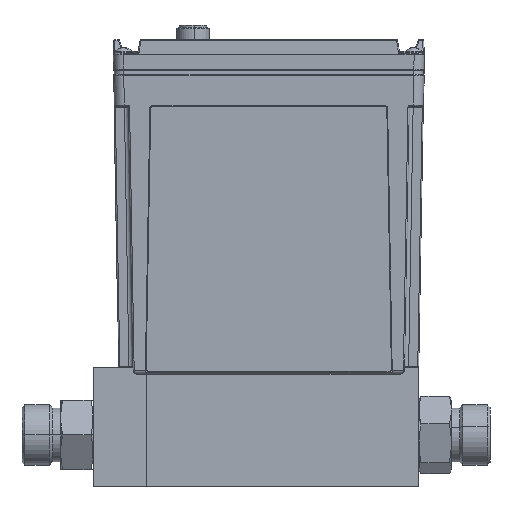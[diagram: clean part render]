
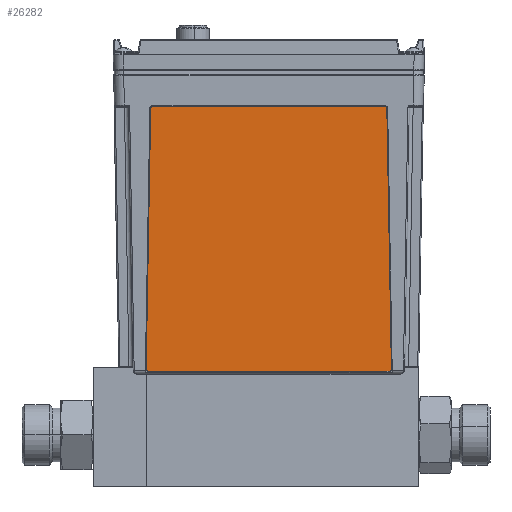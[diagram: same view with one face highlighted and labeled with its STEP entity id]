
A CAD part, top view. The second image highlights one B-rep face of the part: STEP entity #26282.
In plain terms, the highlighted planar face has unit normal (0, -0.018, 1).
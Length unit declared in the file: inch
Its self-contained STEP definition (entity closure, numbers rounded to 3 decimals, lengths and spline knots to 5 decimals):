
#1037 = ORIENTED_EDGE ( 'NONE', *, *, #30965, .T. ) ;
#1196 = EDGE_CURVE ( 'NONE', #20922, #24129, #54562, .T. ) ;
#1967 = VERTEX_POINT ( 'NONE', #37285 ) ;
#7590 = DIRECTION ( 'NONE',  ( -1., 0., 0. ) ) ;
#8644 = DIRECTION ( 'NONE',  ( 1., 0., 0. ) ) ;
#9411 = CARTESIAN_POINT ( 'NONE',  ( -2.67685, 4.63895, 1.02987 ) ) ;
#10174 = CARTESIAN_POINT ( 'NONE',  ( 0.7235, 4.63895, 1.02987 ) ) ;
#10707 = VECTOR ( 'NONE', #26601, 39.37008 ) ;
#10993 = CIRCLE ( 'NONE', #50423, 0.02 ) ;
#11072 = CARTESIAN_POINT ( 'NONE',  ( -2.7635, 0.80953, 0.96303 ) ) ;
#11487 = CARTESIAN_POINT ( 'NONE',  ( 0.79014, 0.82988, 0.96339 ) ) ;
#13393 = VERTEX_POINT ( 'NONE', #20664 ) ;
#13474 = CARTESIAN_POINT ( 'NONE',  ( -2.67685, 4.61895, 1.02953 ) ) ;
#14677 = CARTESIAN_POINT ( 'NONE',  ( -2.69684, 4.6193, 1.02953 ) ) ;
#15709 = DIRECTION ( 'NONE',  ( 1., 0., 0. ) ) ;
#15781 = DIRECTION ( 'NONE',  ( 0., -0.017, 1. ) ) ;
#15791 = CARTESIAN_POINT ( 'NONE',  ( 0.70385, 4.61895, 1.02953 ) ) ;
#15834 = AXIS2_PLACEMENT_3D ( 'NONE', #17714, #17664, #17656 ) ;
#17162 = DIRECTION ( 'NONE',  ( 0., -0.017, 1. ) ) ;
#17656 = DIRECTION ( 'NONE',  ( 1., 0., 0. ) ) ;
#17660 = DIRECTION ( 'NONE',  ( 1., 0., 0. ) ) ;
#17664 = DIRECTION ( 'NONE',  ( 0., -0.017, 1. ) ) ;
#17714 = CARTESIAN_POINT ( 'NONE',  ( -0.9865, 4.63895, 1.02987 ) ) ;
#18241 = DIRECTION ( 'NONE',  ( 1., 0., 0. ) ) ;
#18259 = PLANE ( 'NONE',  #15834 ) ;
#19911 = EDGE_CURVE ( 'NONE', #1967, #20922, #43849, .T. ) ;
#20664 = CARTESIAN_POINT ( 'NONE',  ( -2.74315, 0.80953, 0.96303 ) ) ;
#20922 = VERTEX_POINT ( 'NONE', #11487 ) ;
#20934 = EDGE_CURVE ( 'NONE', #13393, #1967, #39915, .T. ) ;
#22318 = VERTEX_POINT ( 'NONE', #14677 ) ;
#24129 = VERTEX_POINT ( 'NONE', #27680 ) ;
#24215 = LINE ( 'NONE', #26459, #10707 ) ;
#25961 = ORIENTED_EDGE ( 'NONE', *, *, #39079, .T. ) ;
#26282 = ADVANCED_FACE ( 'NONE', ( #55403 ), #18259, .T. ) ;
#26459 = CARTESIAN_POINT ( 'NONE',  ( -2.6965, 4.63895, 1.02987 ) ) ;
#26601 = DIRECTION ( 'NONE',  ( -0.017, -1., -0.017 ) ) ;
#26900 = ORIENTED_EDGE ( 'NONE', *, *, #34482, .T. ) ;
#27227 = CARTESIAN_POINT ( 'NONE',  ( -2.74315, 0.82953, 0.96338 ) ) ;
#27680 = CARTESIAN_POINT ( 'NONE',  ( 0.72384, 4.6193, 1.02953 ) ) ;
#29010 = DIRECTION ( 'NONE',  ( 0., -0.017, 1. ) ) ;
#30096 = DIRECTION ( 'NONE',  ( 1., 0., 0. ) ) ;
#30965 = EDGE_CURVE ( 'NONE', #64568, #22318, #31236, .T. ) ;
#31236 = CIRCLE ( 'NONE', #43946, 0.02 ) ;
#32597 = ORIENTED_EDGE ( 'NONE', *, *, #34298, .T. ) ;
#34298 = EDGE_CURVE ( 'NONE', #40959, #64568, #47398, .T. ) ;
#34482 = EDGE_CURVE ( 'NONE', #36567, #13393, #10993, .T. ) ;
#35291 = ORIENTED_EDGE ( 'NONE', *, *, #20934, .T. ) ;
#36567 = VERTEX_POINT ( 'NONE', #56552 ) ;
#37285 = CARTESIAN_POINT ( 'NONE',  ( 0.77015, 0.80953, 0.96303 ) ) ;
#38277 = VECTOR ( 'NONE', #7590, 39.37008 ) ;
#39079 = EDGE_CURVE ( 'NONE', #24129, #40959, #60447, .T. ) ;
#39915 = LINE ( 'NONE', #11072, #44901 ) ;
#40294 = EDGE_CURVE ( 'NONE', #22318, #36567, #24215, .T. ) ;
#40959 = VERTEX_POINT ( 'NONE', #60586 ) ;
#42434 = CARTESIAN_POINT ( 'NONE',  ( 0.7905, 0.80953, 0.96303 ) ) ;
#43849 = CIRCLE ( 'NONE', #49985, 0.02 ) ;
#43946 = AXIS2_PLACEMENT_3D ( 'NONE', #13474, #17162, #17660 ) ;
#44379 = ORIENTED_EDGE ( 'NONE', *, *, #19911, .T. ) ;
#44901 = VECTOR ( 'NONE', #8644, 39.37008 ) ;
#45909 = ORIENTED_EDGE ( 'NONE', *, *, #40294, .T. ) ;
#46688 = DIRECTION ( 'NONE',  ( 0., -0.017, 1. ) ) ;
#47398 = LINE ( 'NONE', #10174, #38277 ) ;
#49985 = AXIS2_PLACEMENT_3D ( 'NONE', #59974, #46688, #18241 ) ;
#50423 = AXIS2_PLACEMENT_3D ( 'NONE', #27227, #29010, #30096 ) ;
#52783 = ORIENTED_EDGE ( 'NONE', *, *, #1196, .T. ) ;
#54562 = LINE ( 'NONE', #42434, #64589 ) ;
#55403 = FACE_OUTER_BOUND ( 'NONE', #63449, .T. ) ;
#56552 = CARTESIAN_POINT ( 'NONE',  ( -2.76314, 0.82988, 0.96339 ) ) ;
#58944 = DIRECTION ( 'NONE',  ( -0.017, 1., 0.017 ) ) ;
#59974 = CARTESIAN_POINT ( 'NONE',  ( 0.77015, 0.82953, 0.96338 ) ) ;
#60447 = CIRCLE ( 'NONE', #64356, 0.02 ) ;
#60586 = CARTESIAN_POINT ( 'NONE',  ( 0.70385, 4.63895, 1.02987 ) ) ;
#63449 = EDGE_LOOP ( 'NONE', ( #35291, #44379, #52783, #25961, #32597, #1037, #45909, #26900 ) ) ;
#64356 = AXIS2_PLACEMENT_3D ( 'NONE', #15791, #15781, #15709 ) ;
#64568 = VERTEX_POINT ( 'NONE', #9411 ) ;
#64589 = VECTOR ( 'NONE', #58944, 39.37008 ) ;
